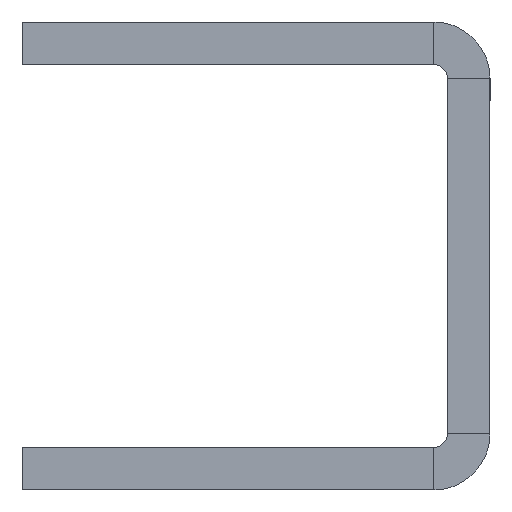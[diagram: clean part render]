
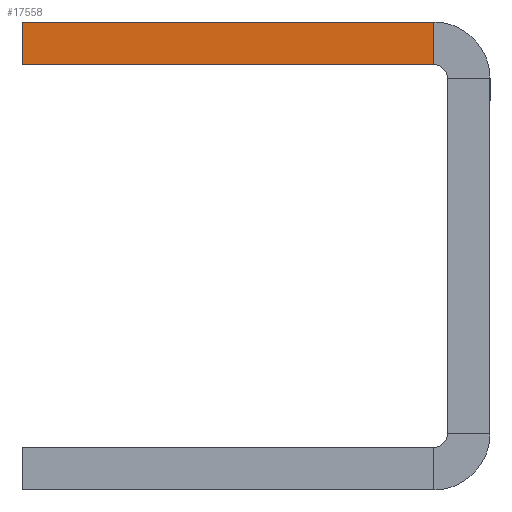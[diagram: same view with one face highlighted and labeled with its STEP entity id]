
A CAD part, left-side view. The second image highlights one B-rep face of the part: STEP entity #17558.
In plain terms, the highlighted planar face has unit normal (-1, 0, 0).
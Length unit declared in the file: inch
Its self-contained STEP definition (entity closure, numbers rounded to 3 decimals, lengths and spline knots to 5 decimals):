
#576 = CARTESIAN_POINT ( 'NONE',  ( -23.5, 0., 0.5 ) ) ;
#623 = PLANE ( 'NONE',  #11796 ) ;
#1080 = ORIENTED_EDGE ( 'NONE', *, *, #19292, .T. ) ;
#1648 = EDGE_LOOP ( 'NONE', ( #20193, #15598, #12378, #1080 ) ) ;
#1752 = DIRECTION ( 'NONE',  ( 0., -1., 0. ) ) ;
#2107 = CARTESIAN_POINT ( 'NONE',  ( -23.5, 1., 0.5 ) ) ;
#2789 = LINE ( 'NONE', #13871, #13929 ) ;
#3016 = VERTEX_POINT ( 'NONE', #3685 ) ;
#3105 = DIRECTION ( 'NONE',  ( 0., -1., 0. ) ) ;
#3260 = VERTEX_POINT ( 'NONE', #10561 ) ;
#3685 = CARTESIAN_POINT ( 'NONE',  ( -23.5, 1., 0.41 ) ) ;
#3689 = LINE ( 'NONE', #576, #19355 ) ;
#5925 = DIRECTION ( 'NONE',  ( 0., 0., -1. ) ) ;
#7954 = CARTESIAN_POINT ( 'NONE',  ( -23.5, 0.09, 0.41 ) ) ;
#8590 = CARTESIAN_POINT ( 'NONE',  ( -23.5, 0.09, 0.5 ) ) ;
#8908 = DIRECTION ( 'NONE',  ( 1., 0., 0. ) ) ;
#10561 = CARTESIAN_POINT ( 'NONE',  ( -23.5, 0.12, 0.5 ) ) ;
#11173 = LINE ( 'NONE', #7954, #14269 ) ;
#11796 = AXIS2_PLACEMENT_3D ( 'NONE', #8590, #8908, #15555 ) ;
#12378 = ORIENTED_EDGE ( 'NONE', *, *, #18671, .T. ) ;
#13224 = VECTOR ( 'NONE', #5925, 39.37008 ) ;
#13871 = CARTESIAN_POINT ( 'NONE',  ( -23.5, 0.12, 0.5 ) ) ;
#13929 = VECTOR ( 'NONE', #19103, 39.37008 ) ;
#14099 = LINE ( 'NONE', #20627, #13224 ) ;
#14269 = VECTOR ( 'NONE', #3105, 39.37008 ) ;
#15128 = FACE_OUTER_BOUND ( 'NONE', #1648, .T. ) ;
#15555 = DIRECTION ( 'NONE',  ( 0., 0., -1. ) ) ;
#15598 = ORIENTED_EDGE ( 'NONE', *, *, #17270, .F. ) ;
#17270 = EDGE_CURVE ( 'NONE', #20670, #3260, #3689, .T. ) ;
#17558 = ADVANCED_FACE ( 'NONE', ( #15128 ), #623, .F. ) ;
#18671 = EDGE_CURVE ( 'NONE', #20670, #3016, #14099, .T. ) ;
#18932 = VERTEX_POINT ( 'NONE', #20287 ) ;
#19034 = EDGE_CURVE ( 'NONE', #18932, #3260, #2789, .T. ) ;
#19103 = DIRECTION ( 'NONE',  ( 0., 0., 1. ) ) ;
#19292 = EDGE_CURVE ( 'NONE', #3016, #18932, #11173, .T. ) ;
#19355 = VECTOR ( 'NONE', #1752, 39.37008 ) ;
#20193 = ORIENTED_EDGE ( 'NONE', *, *, #19034, .T. ) ;
#20287 = CARTESIAN_POINT ( 'NONE',  ( -23.5, 0.12, 0.41 ) ) ;
#20627 = CARTESIAN_POINT ( 'NONE',  ( -23.5, 1., 0.5 ) ) ;
#20670 = VERTEX_POINT ( 'NONE', #2107 ) ;
